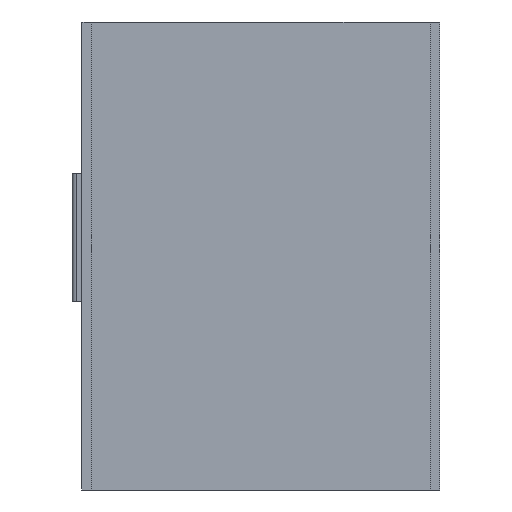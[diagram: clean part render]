
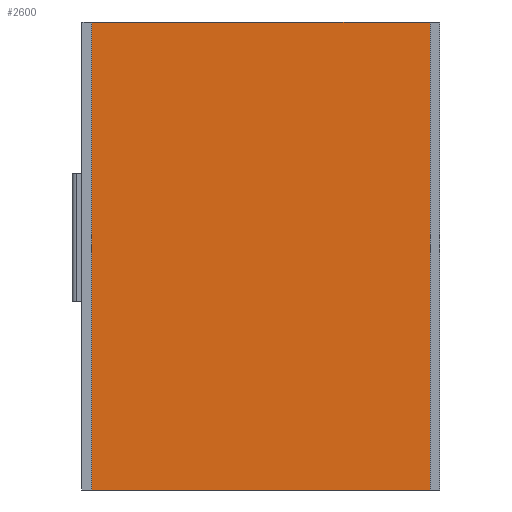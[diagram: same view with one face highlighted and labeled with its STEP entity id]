
A CAD part, left-side view. The second image highlights one B-rep face of the part: STEP entity #2600.
In plain terms, the highlighted planar face has unit normal (-1, 0, 0).
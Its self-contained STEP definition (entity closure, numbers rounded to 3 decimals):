
#191 = EDGE_CURVE ( 'NONE', #4342, #3704, #1619, .T. ) ;
#215 = DIRECTION ( 'NONE',  ( -1., 0., 0. ) ) ;
#607 = EDGE_LOOP ( 'NONE', ( #2391, #4784, #2823, #4513 ) ) ;
#779 = EDGE_CURVE ( 'NONE', #4606, #4342, #2287, .T. ) ;
#866 = LINE ( 'NONE', #2959, #3638 ) ;
#957 = VECTOR ( 'NONE', #3052, 1000. ) ;
#985 = DIRECTION ( 'NONE',  ( 0., 1., 0. ) ) ;
#999 = CARTESIAN_POINT ( 'NONE',  ( -3., 0., 357.75 ) ) ;
#1375 = CARTESIAN_POINT ( 'NONE',  ( -3., 0., 0. ) ) ;
#1417 = PLANE ( 'NONE',  #3976 ) ;
#1449 = EDGE_CURVE ( 'NONE', #4606, #3844, #866, .T. ) ;
#1477 = CARTESIAN_POINT ( 'NONE',  ( -3., 0., 357.75 ) ) ;
#1619 = LINE ( 'NONE', #4824, #3379 ) ;
#2120 = CARTESIAN_POINT ( 'NONE',  ( -3., 260.844, 0. ) ) ;
#2287 = LINE ( 'NONE', #1477, #957 ) ;
#2391 = ORIENTED_EDGE ( 'NONE', *, *, #2934, .F. ) ;
#2600 = ADVANCED_FACE ( 'NONE', ( #3804 ), #1417, .T. ) ;
#2695 = DIRECTION ( 'NONE',  ( 0., 0., -1. ) ) ;
#2823 = ORIENTED_EDGE ( 'NONE', *, *, #779, .T. ) ;
#2934 = EDGE_CURVE ( 'NONE', #3844, #3704, #3810, .T. ) ;
#2959 = CARTESIAN_POINT ( 'NONE',  ( -3., 2.156, 357.75 ) ) ;
#3052 = DIRECTION ( 'NONE',  ( 0., 1., 0. ) ) ;
#3235 = CARTESIAN_POINT ( 'NONE',  ( -3., 260.844, 357.75 ) ) ;
#3379 = VECTOR ( 'NONE', #2695, 1000. ) ;
#3431 = CARTESIAN_POINT ( 'NONE',  ( -3., 2.156, 0. ) ) ;
#3439 = CARTESIAN_POINT ( 'NONE',  ( -3., 2.156, 357.75 ) ) ;
#3638 = VECTOR ( 'NONE', #4933, 1000. ) ;
#3704 = VERTEX_POINT ( 'NONE', #2120 ) ;
#3734 = VECTOR ( 'NONE', #985, 1000. ) ;
#3804 = FACE_OUTER_BOUND ( 'NONE', #607, .T. ) ;
#3810 = LINE ( 'NONE', #1375, #3734 ) ;
#3844 = VERTEX_POINT ( 'NONE', #3431 ) ;
#3976 = AXIS2_PLACEMENT_3D ( 'NONE', #999, #215, #4563 ) ;
#4342 = VERTEX_POINT ( 'NONE', #3235 ) ;
#4513 = ORIENTED_EDGE ( 'NONE', *, *, #191, .T. ) ;
#4563 = DIRECTION ( 'NONE',  ( 0., -1., 0. ) ) ;
#4606 = VERTEX_POINT ( 'NONE', #3439 ) ;
#4784 = ORIENTED_EDGE ( 'NONE', *, *, #1449, .F. ) ;
#4824 = CARTESIAN_POINT ( 'NONE',  ( -3., 260.844, 357.75 ) ) ;
#4933 = DIRECTION ( 'NONE',  ( 0., 0., -1. ) ) ;
